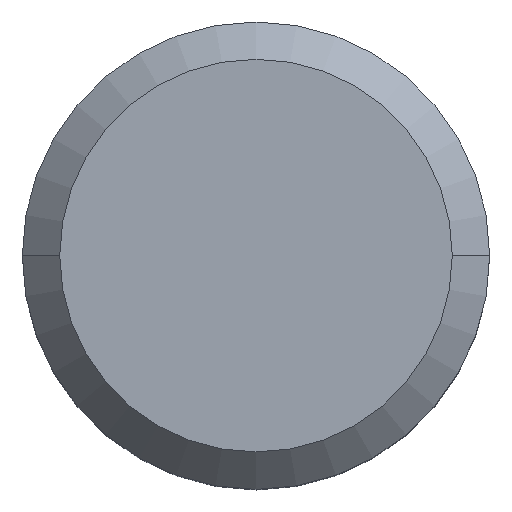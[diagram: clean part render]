
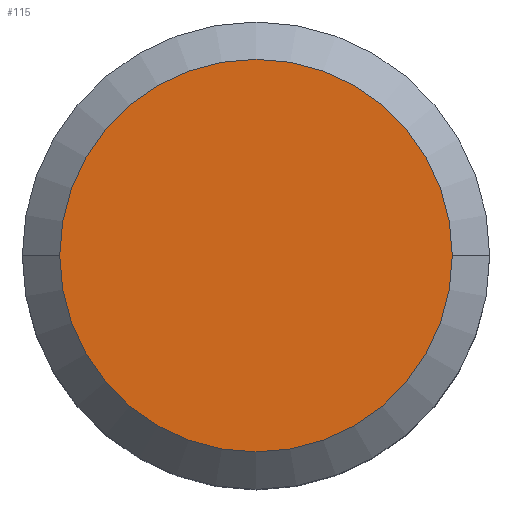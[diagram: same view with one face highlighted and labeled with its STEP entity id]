
A CAD part, top view. The second image highlights one B-rep face of the part: STEP entity #115.
In plain terms, the highlighted planar face has unit normal (0, 0, 1).
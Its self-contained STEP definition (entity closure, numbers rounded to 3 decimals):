
#89=EDGE_CURVE('',#123,#137,#197,.T.);
#115=ADVANCED_FACE('',(#227),#228,.T.);
#123=VERTEX_POINT('',#236);
#125=EDGE_CURVE('',#137,#123,#238,.T.);
#137=VERTEX_POINT('',#250);
#197=CIRCLE('',#306,16.8);
#227=FACE_OUTER_BOUND('',#347,.T.);
#228=PLANE('',#348);
#236=CARTESIAN_POINT('',(-16.8,0.,32.0));
#238=CIRCLE('',#362,16.8);
#250=CARTESIAN_POINT('',(16.8,0.,32.0));
#306=AXIS2_PLACEMENT_3D('',#442,#443,#444);
#347=EDGE_LOOP('',(#484,#485));
#348=AXIS2_PLACEMENT_3D('',#486,#487,#488);
#362=AXIS2_PLACEMENT_3D('',#493,#494,#495);
#442=CARTESIAN_POINT('',(0.0,0.,32.0));
#443=DIRECTION('',(0.0,0.,-1.0));
#444=DIRECTION('',(1.0,0.0,0.0));
#484=ORIENTED_EDGE('',*,*,#125,.F.);
#485=ORIENTED_EDGE('',*,*,#89,.F.);
#486=CARTESIAN_POINT('',(8.4,0.,32.0));
#487=DIRECTION('',(0.0,0.,1.0));
#488=DIRECTION('',(-1.0,0.0,0.0));
#493=CARTESIAN_POINT('',(0.0,0.,32.0));
#494=DIRECTION('',(0.0,0.,-1.0));
#495=DIRECTION('',(1.0,0.0,0.0));
